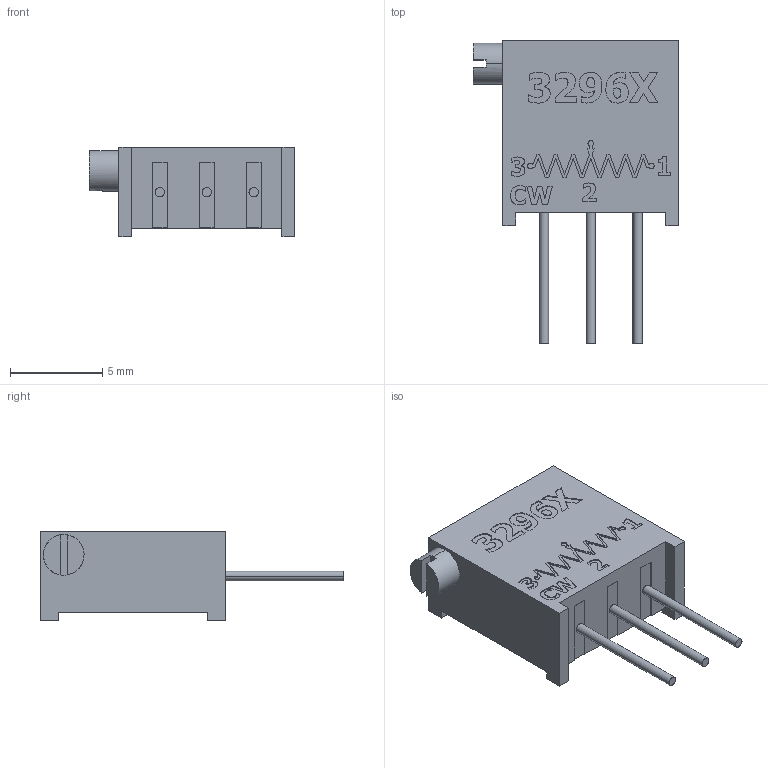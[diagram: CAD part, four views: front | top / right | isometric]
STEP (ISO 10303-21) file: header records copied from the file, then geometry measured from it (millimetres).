
FILE_DESCRIPTION (( 'STEP AP214' ), '1' );
FILE_NAME ('User Library-Trimming Potentiometer Vertical 3296X 503 - 50k.STEP', '2017-01-30T17:31:42', ( 'Windows User' ), ( '' ), 'SwSTEP 2.0', 'SolidWorks 2017', '' );
FILE_SCHEMA (( 'AUTOMOTIVE_DESIGN' ));
Length unit declared in the file: millimetre
Products named in the file (1): User Library-Trimming Potentiometer Vertical 3296X 503 - 50k
Bounding box: 11.13 x 16.43 x 4.83 mm (x, y, z)
Volume: 401.4 mm3; surface area: 418.6 mm2
Topology: 4 solids, 4 shells, 396 faces, 1091 edges, 722 vertices
Faces by surface type: plane 223, bspline 159, cylinder 14
Entity records: 17944 total; most frequent: CARTESIAN_POINT 4693, ORIENTED_EDGE 2182, DIRECTION 1183, EDGE_CURVE 1091, VERTEX_POINT 722, VECTOR 671, LINE 671, EDGE_LOOP 415
